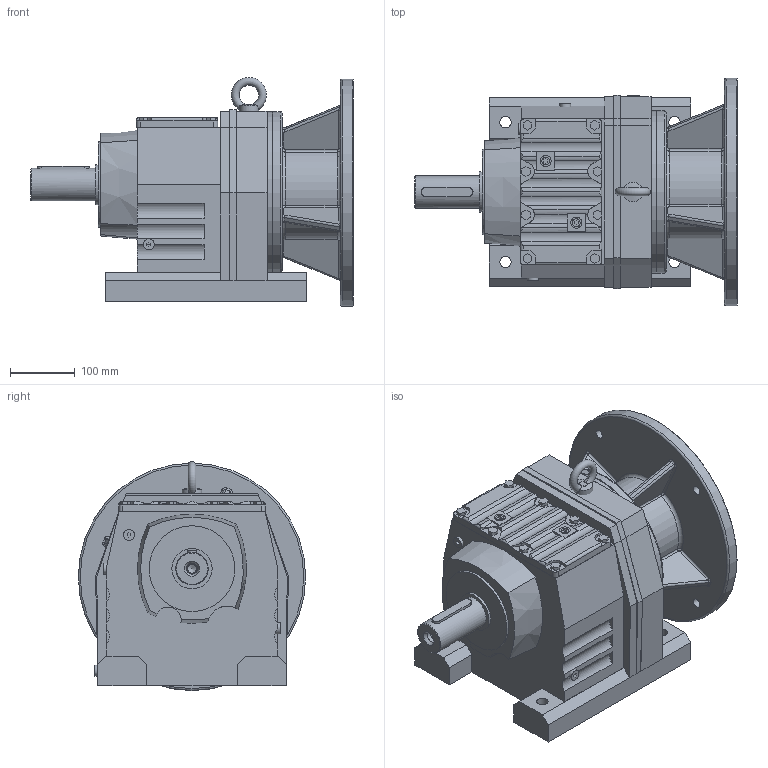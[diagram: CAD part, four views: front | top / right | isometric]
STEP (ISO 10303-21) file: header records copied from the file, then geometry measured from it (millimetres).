
FILE_DESCRIPTION(('STEP AP203'), '1');
FILE_NAME('凎劌膷闉 R87', '', ('UNSPECIFIED'), ('UNSPECIFIED'), 'ASCON STEP Converter 1.3', 'ASCON Math Kernel', '');
FILE_SCHEMA(('CONFIG_CONTROL_DESIGN'));
Length unit declared in the file: millimetre
Products named in the file (12): 1; 2; 3; 4; 5; 6; 7; 8; 9; 10
Assembly tree (11 placements, depth 2):
  (unnamed)
    1
    2
    3
    4
    5
    6
    7
    8
    9
    10
    (unnamed)
Bounding box: 497 x 350 x 352.57 mm (x, y, z)
Volume: 19932380.1 mm3; surface area: 991839.2 mm2
Topology: 11 solids, 11 shells, 529 faces, 1280 edges, 812 vertices
Faces by surface type: plane 307, cylinder 151, bspline 32, cone 27, torus 12
Full cylindrical faces by diameter (mm): 12 x6, 14 x10, 17 x7, 17.5 x4, 30 x1, 30.002 x1, 50 x1, 62 x1, 90 x1, 111 x1, 125 x3, 126 x1, 129 x1, 132 x1, 180 x2, 182 x1, 248 x1, 250 x3, 350 x1
Entity records: 27166 total; most frequent: CARTESIAN_POINT 10443, ORIENTED_EDGE 2418, DIRECTION 2309, EDGE_CURVE 1209, VERTEX_POINT 811, LINE 775, VECTOR 775, AXIS2_PLACEMENT_3D 767
